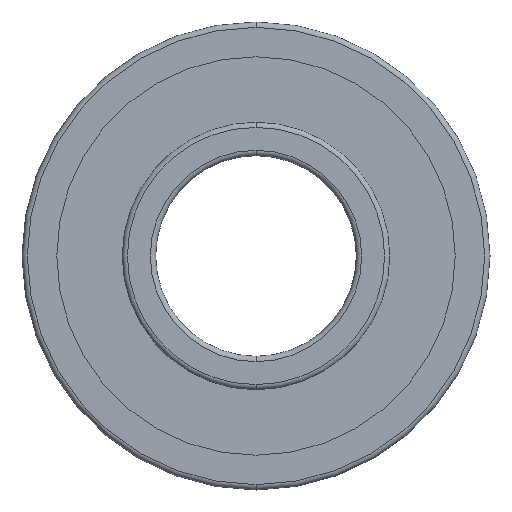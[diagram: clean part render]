
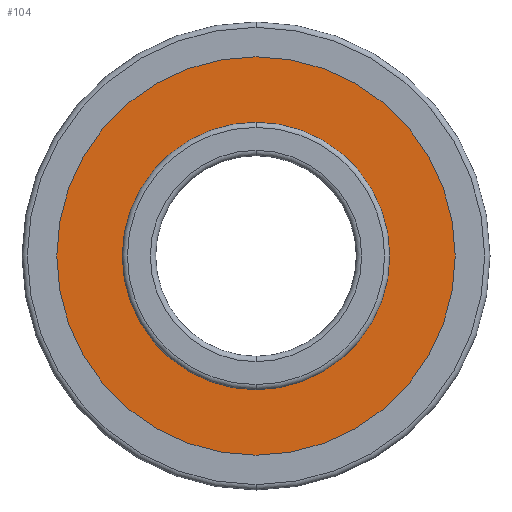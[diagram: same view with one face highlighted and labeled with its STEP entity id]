
A CAD part, front view. The second image highlights one B-rep face of the part: STEP entity #104.
In plain terms, the highlighted planar face has unit normal (0, -1, 0).
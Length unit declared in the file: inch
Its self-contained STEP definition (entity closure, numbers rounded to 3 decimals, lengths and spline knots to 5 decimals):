
#2 = EDGE_CURVE ( 'NONE', #590, #732, #116, .T. ) ;
#12 = DIRECTION ( 'NONE',  ( 0., 0., 1. ) ) ;
#56 = EDGE_CURVE ( 'NONE', #74, #641, #512, .T. ) ;
#74 = VERTEX_POINT ( 'NONE', #128 ) ;
#88 = AXIS2_PLACEMENT_3D ( 'NONE', #592, #545, #190 ) ;
#97 = PLANE ( 'NONE',  #262 ) ;
#102 = DIRECTION ( 'NONE',  ( 0., 0., 1. ) ) ;
#104 = ADVANCED_FACE ( 'NONE', ( #529, #134 ), #97, .T. ) ;
#116 = CIRCLE ( 'NONE', #474, 0.3725 ) ;
#118 = ORIENTED_EDGE ( 'NONE', *, *, #620, .F. ) ;
#119 = CARTESIAN_POINT ( 'NONE',  ( 0., 0.007, 0.25 ) ) ;
#128 = CARTESIAN_POINT ( 'NONE',  ( 0., 0.007, -0.25 ) ) ;
#134 = FACE_OUTER_BOUND ( 'NONE', #192, .T. ) ;
#154 = ORIENTED_EDGE ( 'NONE', *, *, #56, .F. ) ;
#159 = CIRCLE ( 'NONE', #88, 0.25 ) ;
#190 = DIRECTION ( 'NONE',  ( 0., 0., -1. ) ) ;
#192 = EDGE_LOOP ( 'NONE', ( #396, #118 ) ) ;
#262 = AXIS2_PLACEMENT_3D ( 'NONE', #543, #547, #102 ) ;
#264 = EDGE_LOOP ( 'NONE', ( #154, #333 ) ) ;
#288 = CARTESIAN_POINT ( 'NONE',  ( 0., 0.007, 0.3725 ) ) ;
#309 = DIRECTION ( 'NONE',  ( 0., -1., 0. ) ) ;
#333 = ORIENTED_EDGE ( 'NONE', *, *, #457, .F. ) ;
#362 = CARTESIAN_POINT ( 'NONE',  ( 0., 0.007, 0. ) ) ;
#396 = ORIENTED_EDGE ( 'NONE', *, *, #2, .F. ) ;
#398 = AXIS2_PLACEMENT_3D ( 'NONE', #476, #309, #411 ) ;
#411 = DIRECTION ( 'NONE',  ( 0., 0., -1. ) ) ;
#441 = DIRECTION ( 'NONE',  ( 0., 1., 0. ) ) ;
#446 = CIRCLE ( 'NONE', #606, 0.3725 ) ;
#449 = CARTESIAN_POINT ( 'NONE',  ( 0., 0.007, -0.3725 ) ) ;
#457 = EDGE_CURVE ( 'NONE', #641, #74, #159, .T. ) ;
#474 = AXIS2_PLACEMENT_3D ( 'NONE', #362, #526, #12 ) ;
#476 = CARTESIAN_POINT ( 'NONE',  ( 0., 0.007, 0. ) ) ;
#501 = CARTESIAN_POINT ( 'NONE',  ( 0., 0.007, 0. ) ) ;
#512 = CIRCLE ( 'NONE', #398, 0.25 ) ;
#526 = DIRECTION ( 'NONE',  ( 0., 1., 0. ) ) ;
#529 = FACE_BOUND ( 'NONE', #264, .T. ) ;
#543 = CARTESIAN_POINT ( 'NONE',  ( 0., 0.007, 0. ) ) ;
#545 = DIRECTION ( 'NONE',  ( 0., -1., 0. ) ) ;
#547 = DIRECTION ( 'NONE',  ( 0., -1., 0. ) ) ;
#590 = VERTEX_POINT ( 'NONE', #449 ) ;
#592 = CARTESIAN_POINT ( 'NONE',  ( 0., 0.007, 0. ) ) ;
#606 = AXIS2_PLACEMENT_3D ( 'NONE', #501, #441, #670 ) ;
#620 = EDGE_CURVE ( 'NONE', #732, #590, #446, .T. ) ;
#641 = VERTEX_POINT ( 'NONE', #119 ) ;
#670 = DIRECTION ( 'NONE',  ( 0., 0., 1. ) ) ;
#732 = VERTEX_POINT ( 'NONE', #288 ) ;
